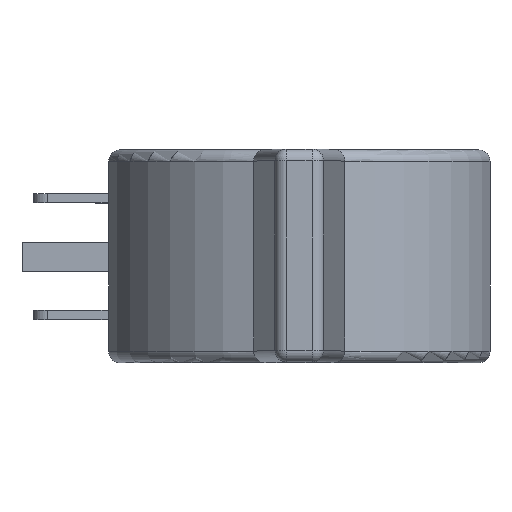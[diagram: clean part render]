
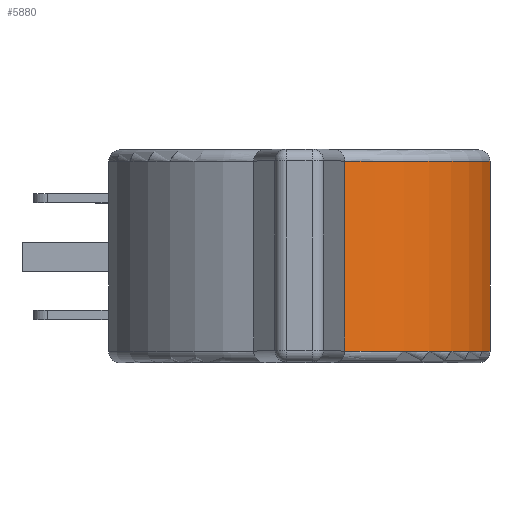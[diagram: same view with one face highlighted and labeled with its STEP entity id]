
A CAD part, top view. The second image highlights one B-rep face of the part: STEP entity #5880.
In plain terms, the highlighted cylindrical face has radius 8.43 mm (diameter 16.86 mm), a partial arc.
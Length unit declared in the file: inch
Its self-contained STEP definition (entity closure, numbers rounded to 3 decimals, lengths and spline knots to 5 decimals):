
#175=CYLINDRICAL_SURFACE('',#6381,0.33189);
#447=FACE_OUTER_BOUND('',#795,.T.);
#795=EDGE_LOOP('',(#4940,#4941,#4942,#4943));
#983=CIRCLE('',#6341,0.33189);
#1003=CIRCLE('',#6376,0.33189);
#1533=LINE('',#9590,#2184);
#1534=LINE('',#9592,#2185);
#2184=VECTOR('',#7797,0.3937);
#2185=VECTOR('',#7800,0.3937);
#2705=VERTEX_POINT('',#9440);
#2708=VERTEX_POINT('',#9445);
#2727=VERTEX_POINT('',#9546);
#2732=VERTEX_POINT('',#9575);
#3450=EDGE_CURVE('',#2708,#2705,#983,.T.);
#3489=EDGE_CURVE('',#2732,#2727,#1003,.T.);
#3496=EDGE_CURVE('',#2708,#2727,#1533,.T.);
#3497=EDGE_CURVE('',#2705,#2732,#1534,.T.);
#4940=ORIENTED_EDGE('',*,*,#3450,.F.);
#4941=ORIENTED_EDGE('',*,*,#3496,.T.);
#4942=ORIENTED_EDGE('',*,*,#3489,.F.);
#4943=ORIENTED_EDGE('',*,*,#3497,.F.);
#5880=ADVANCED_FACE('',(#447),#175,.T.);
#6341=AXIS2_PLACEMENT_3D('',#9460,#7697,#7698);
#6376=AXIS2_PLACEMENT_3D('',#9577,#7783,#7784);
#6381=AXIS2_PLACEMENT_3D('',#9591,#7798,#7799);
#7697=DIRECTION('center_axis',(0.,1.,0.));
#7698=DIRECTION('ref_axis',(0.729,0.,0.685));
#7783=DIRECTION('center_axis',(0.,-1.,0.));
#7784=DIRECTION('ref_axis',(0.729,0.,0.685));
#7797=DIRECTION('',(0.,-1.,0.));
#7798=DIRECTION('center_axis',(0.,-1.,0.));
#7799=DIRECTION('ref_axis',(0.985,0.,0.174));
#7800=DIRECTION('',(0.,-1.,0.));
#9440=CARTESIAN_POINT('',(0.32685,0.1628,0.52535));
#9445=CARTESIAN_POINT('',(0.078,0.1628,0.79031));
#9460=CARTESIAN_POINT('Origin',(0.,0.1628,
0.46772));
#9546=CARTESIAN_POINT('',(0.078,-0.1628,0.79031));
#9575=CARTESIAN_POINT('',(0.32685,-0.1628,0.52535));
#9577=CARTESIAN_POINT('Origin',(0.,-0.1628,
0.46772));
#9590=CARTESIAN_POINT('',(0.078,0.18248,0.79031));
#9591=CARTESIAN_POINT('Origin',(0.,0.18248,0.46772));
#9592=CARTESIAN_POINT('',(0.32685,0.18248,0.52535));
